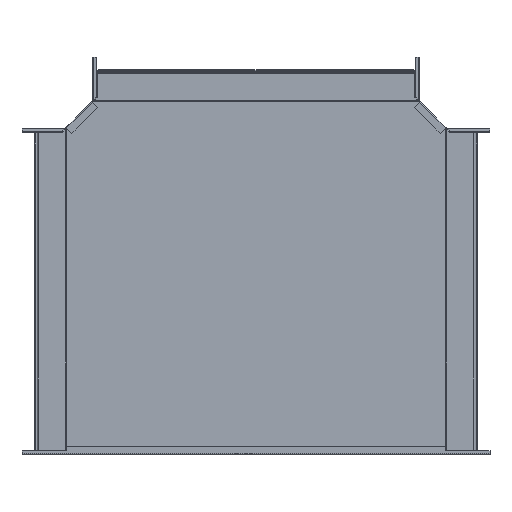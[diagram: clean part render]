
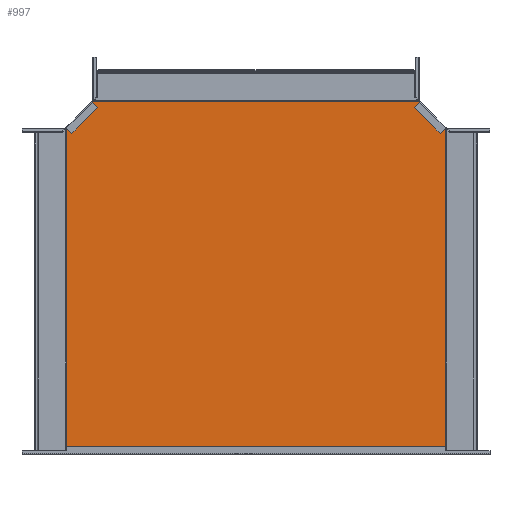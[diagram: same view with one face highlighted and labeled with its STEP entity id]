
A CAD part, front view. The second image highlights one B-rep face of the part: STEP entity #997.
In plain terms, the highlighted planar face has unit normal (0, -1, 0).
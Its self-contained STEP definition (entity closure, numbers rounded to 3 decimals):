
#2 = ORIENTED_EDGE ( 'NONE', *, *, #4531, .F. ) ;
#68 = LINE ( 'NONE', #1975, #4775 ) ;
#99 = VERTEX_POINT ( 'NONE', #3844 ) ;
#108 = DIRECTION ( 'NONE',  ( 1., 0., 0. ) ) ;
#114 = VERTEX_POINT ( 'NONE', #598 ) ;
#173 = DIRECTION ( 'NONE',  ( -1., 0., 0. ) ) ;
#256 = LINE ( 'NONE', #2157, #5184 ) ;
#269 = DIRECTION ( 'NONE',  ( 0., 0., -1. ) ) ;
#304 = CARTESIAN_POINT ( 'NONE',  ( -345.073, 0., 0. ) ) ;
#371 = VECTOR ( 'NONE', #5519, 1000. ) ;
#412 = FACE_OUTER_BOUND ( 'NONE', #2439, .T. ) ;
#467 = PLANE ( 'NONE',  #2573 ) ;
#588 = LINE ( 'NONE', #1991, #3755 ) ;
#598 = CARTESIAN_POINT ( 'NONE',  ( -345.719, 0., 6.5 ) ) ;
#817 = CARTESIAN_POINT ( 'NONE',  ( 345.719, 0., 593.854 ) ) ;
#870 = ORIENTED_EDGE ( 'NONE', *, *, #3667, .T. ) ;
#905 = VERTEX_POINT ( 'NONE', #5564 ) ;
#997 = ADVANCED_FACE ( 'NONE', ( #412 ), #467, .F. ) ;
#1140 = ORIENTED_EDGE ( 'NONE', *, *, #6154, .F. ) ;
#1298 = ORIENTED_EDGE ( 'NONE', *, *, #1475, .F. ) ;
#1301 = CARTESIAN_POINT ( 'NONE',  ( 345.073, 0., 6.5 ) ) ;
#1302 = EDGE_CURVE ( 'NONE', #1860, #99, #68, .T. ) ;
#1365 = CARTESIAN_POINT ( 'NONE',  ( -297.604, 0., 641.969 ) ) ;
#1475 = EDGE_CURVE ( 'NONE', #99, #4104, #256, .T. ) ;
#1580 = VERTEX_POINT ( 'NONE', #1938 ) ;
#1582 = LINE ( 'NONE', #3519, #2590 ) ;
#1701 = DIRECTION ( 'NONE',  ( -1., 0., 0. ) ) ;
#1860 = VERTEX_POINT ( 'NONE', #817 ) ;
#1861 = EDGE_CURVE ( 'NONE', #2060, #1860, #2724, .T. ) ;
#1938 = CARTESIAN_POINT ( 'NONE',  ( -345.073, 0., 0. ) ) ;
#1975 = CARTESIAN_POINT ( 'NONE',  ( 345.719, 0., 0. ) ) ;
#1991 = CARTESIAN_POINT ( 'NONE',  ( 0., 0., 641.969 ) ) ;
#2060 = VERTEX_POINT ( 'NONE', #4251 ) ;
#2157 = CARTESIAN_POINT ( 'NONE',  ( 345.073, 0., 6.5 ) ) ;
#2430 = EDGE_CURVE ( 'NONE', #114, #905, #3868, .T. ) ;
#2439 = EDGE_LOOP ( 'NONE', ( #4447, #3409, #2, #5298, #870, #6014, #4858, #1140, #3644, #1298 ) ) ;
#2459 = EDGE_CURVE ( 'NONE', #5495, #3013, #1582, .T. ) ;
#2573 = AXIS2_PLACEMENT_3D ( 'NONE', #5193, #3314, #4720 ) ;
#2590 = VECTOR ( 'NONE', #3928, 1000. ) ;
#2592 = CARTESIAN_POINT ( 'NONE',  ( 345.073, 0., 0. ) ) ;
#2724 = LINE ( 'NONE', #5600, #5685 ) ;
#3013 = VERTEX_POINT ( 'NONE', #5131 ) ;
#3142 = LINE ( 'NONE', #5489, #3315 ) ;
#3143 = CARTESIAN_POINT ( 'NONE',  ( -345.719, 0., 0. ) ) ;
#3252 = EDGE_CURVE ( 'NONE', #4104, #4144, #3560, .T. ) ;
#3264 = CARTESIAN_POINT ( 'NONE',  ( 345.073, 0., 0. ) ) ;
#3314 = DIRECTION ( 'NONE',  ( 0., 1., 0. ) ) ;
#3315 = VECTOR ( 'NONE', #173, 1000. ) ;
#3409 = ORIENTED_EDGE ( 'NONE', *, *, #1861, .F. ) ;
#3414 = DIRECTION ( 'NONE',  ( 0., 0., -1. ) ) ;
#3519 = CARTESIAN_POINT ( 'NONE',  ( -337.925, 0., 601.648 ) ) ;
#3560 = LINE ( 'NONE', #2592, #4158 ) ;
#3644 = ORIENTED_EDGE ( 'NONE', *, *, #3252, .F. ) ;
#3667 = EDGE_CURVE ( 'NONE', #3013, #114, #5987, .T. ) ;
#3698 = EDGE_CURVE ( 'NONE', #905, #1580, #5049, .T. ) ;
#3755 = VECTOR ( 'NONE', #3998, 1000. ) ;
#3844 = CARTESIAN_POINT ( 'NONE',  ( 345.719, 0., 6.5 ) ) ;
#3868 = LINE ( 'NONE', #4892, #5981 ) ;
#3928 = DIRECTION ( 'NONE',  ( -0.707, 0., -0.707 ) ) ;
#3998 = DIRECTION ( 'NONE',  ( 1., 0., 0. ) ) ;
#4063 = VECTOR ( 'NONE', #269, 1000. ) ;
#4104 = VERTEX_POINT ( 'NONE', #1301 ) ;
#4144 = VERTEX_POINT ( 'NONE', #3264 ) ;
#4158 = VECTOR ( 'NONE', #4497, 1000. ) ;
#4251 = CARTESIAN_POINT ( 'NONE',  ( 297.604, 0., 641.969 ) ) ;
#4447 = ORIENTED_EDGE ( 'NONE', *, *, #1302, .F. ) ;
#4497 = DIRECTION ( 'NONE',  ( 0., 0., -1. ) ) ;
#4531 = EDGE_CURVE ( 'NONE', #5495, #2060, #588, .T. ) ;
#4720 = DIRECTION ( 'NONE',  ( 0., 0., 1. ) ) ;
#4775 = VECTOR ( 'NONE', #3414, 1000. ) ;
#4858 = ORIENTED_EDGE ( 'NONE', *, *, #3698, .T. ) ;
#4892 = CARTESIAN_POINT ( 'NONE',  ( -345.073, 0., 6.5 ) ) ;
#5049 = LINE ( 'NONE', #304, #371 ) ;
#5131 = CARTESIAN_POINT ( 'NONE',  ( -345.719, 0., 593.854 ) ) ;
#5165 = DIRECTION ( 'NONE',  ( 0.707, 0., -0.707 ) ) ;
#5184 = VECTOR ( 'NONE', #1701, 1000. ) ;
#5193 = CARTESIAN_POINT ( 'NONE',  ( 0., 0., 0. ) ) ;
#5298 = ORIENTED_EDGE ( 'NONE', *, *, #2459, .T. ) ;
#5489 = CARTESIAN_POINT ( 'NONE',  ( 345.073, 0., 0. ) ) ;
#5495 = VERTEX_POINT ( 'NONE', #1365 ) ;
#5519 = DIRECTION ( 'NONE',  ( 0., 0., -1. ) ) ;
#5564 = CARTESIAN_POINT ( 'NONE',  ( -345.073, 0., 6.5 ) ) ;
#5600 = CARTESIAN_POINT ( 'NONE',  ( 337.925, 0., 601.648 ) ) ;
#5685 = VECTOR ( 'NONE', #5165, 1000. ) ;
#5981 = VECTOR ( 'NONE', #108, 1000. ) ;
#5987 = LINE ( 'NONE', #3143, #4063 ) ;
#6014 = ORIENTED_EDGE ( 'NONE', *, *, #2430, .T. ) ;
#6154 = EDGE_CURVE ( 'NONE', #4144, #1580, #3142, .T. ) ;
